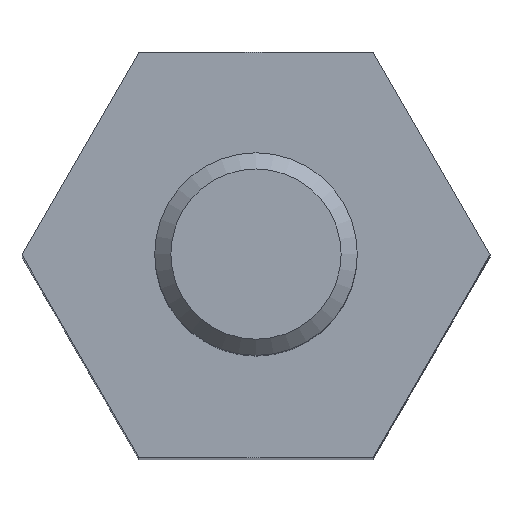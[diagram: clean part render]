
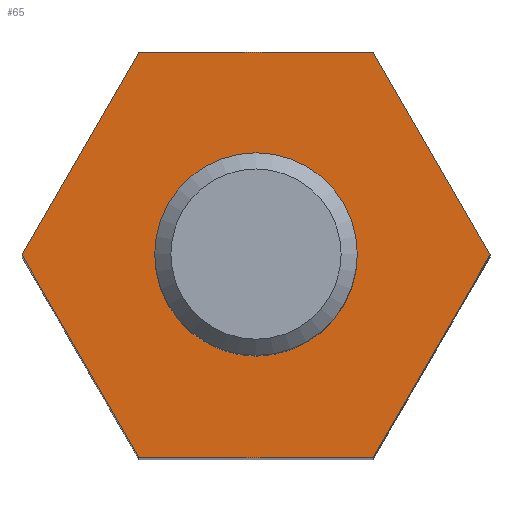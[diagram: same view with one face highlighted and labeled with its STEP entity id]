
A CAD part, top view. The second image highlights one B-rep face of the part: STEP entity #65.
In plain terms, the highlighted planar face has unit normal (0, 0, 1).
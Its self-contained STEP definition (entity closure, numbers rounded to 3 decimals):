
#65 = ADVANCED_FACE( '', ( #143, #144 ), #145, .T. );
#143 = FACE_BOUND( '', #237, .T. );
#144 = FACE_OUTER_BOUND( '', #238, .T. );
#145 = PLANE( '', #239 );
#237 = EDGE_LOOP( '', ( #351 ) );
#238 = EDGE_LOOP( '', ( #352, #353, #354, #355, #356, #357 ) );
#239 = AXIS2_PLACEMENT_3D( '', #358, #359, #360 );
#351 = ORIENTED_EDGE( '', *, *, #507, .T. );
#352 = ORIENTED_EDGE( '', *, *, #508, .T. );
#353 = ORIENTED_EDGE( '', *, *, #509, .T. );
#354 = ORIENTED_EDGE( '', *, *, #510, .T. );
#355 = ORIENTED_EDGE( '', *, *, #511, .T. );
#356 = ORIENTED_EDGE( '', *, *, #503, .T. );
#357 = ORIENTED_EDGE( '', *, *, #512, .T. );
#358 = CARTESIAN_POINT( '', ( 0., 0., 15. ) );
#359 = DIRECTION( '', ( 0., 0., 1. ) );
#360 = DIRECTION( '', ( 1., 0., 0. ) );
#503 = EDGE_CURVE( '', #581, #579, #582, .T. );
#507 = EDGE_CURVE( '', #587, #587, #588, .F. );
#508 = EDGE_CURVE( '', #589, #590, #591, .T. );
#509 = EDGE_CURVE( '', #590, #592, #593, .T. );
#510 = EDGE_CURVE( '', #592, #594, #595, .T. );
#511 = EDGE_CURVE( '', #594, #581, #596, .T. );
#512 = EDGE_CURVE( '', #579, #589, #597, .T. );
#579 = VERTEX_POINT( '', #710 );
#581 = VERTEX_POINT( '', #713 );
#582 = LINE( '', #714, #715 );
#587 = VERTEX_POINT( '', #726 );
#588 = CIRCLE( '', #727, 1.104 );
#589 = VERTEX_POINT( '', #728 );
#590 = VERTEX_POINT( '', #729 );
#591 = LINE( '', #730, #731 );
#592 = VERTEX_POINT( '', #732 );
#593 = LINE( '', #733, #734 );
#594 = VERTEX_POINT( '', #735 );
#595 = LINE( '', #736, #737 );
#596 = LINE( '', #738, #739 );
#597 = LINE( '', #740, #741 );
#710 = CARTESIAN_POINT( '', ( 2.887, 0., 15. ) );
#713 = CARTESIAN_POINT( '', ( 1.443, -2.5, 15. ) );
#714 = CARTESIAN_POINT( '', ( 1.443, -2.5, 15. ) );
#715 = VECTOR( '', #843, 1000. );
#726 = CARTESIAN_POINT( '', ( 1.104, 0., 15. ) );
#727 = AXIS2_PLACEMENT_3D( '', #845, #846, #847 );
#728 = CARTESIAN_POINT( '', ( 1.443, 2.5, 15. ) );
#729 = CARTESIAN_POINT( '', ( -1.443, 2.5, 15. ) );
#730 = CARTESIAN_POINT( '', ( 1.443, 2.5, 15. ) );
#731 = VECTOR( '', #848, 1000. );
#732 = CARTESIAN_POINT( '', ( -2.887, 0., 15. ) );
#733 = CARTESIAN_POINT( '', ( -1.443, 2.5, 15. ) );
#734 = VECTOR( '', #849, 1000. );
#735 = CARTESIAN_POINT( '', ( -1.443, -2.5, 15. ) );
#736 = CARTESIAN_POINT( '', ( -2.887, 0., 15. ) );
#737 = VECTOR( '', #850, 1000. );
#738 = CARTESIAN_POINT( '', ( -1.443, -2.5, 15. ) );
#739 = VECTOR( '', #851, 1000. );
#740 = CARTESIAN_POINT( '', ( 2.887, 0., 15. ) );
#741 = VECTOR( '', #852, 1000. );
#843 = DIRECTION( '', ( 0.5, 0.866, 0. ) );
#845 = CARTESIAN_POINT( '', ( 0., 0., 15. ) );
#846 = DIRECTION( '', ( 0., 0., 1. ) );
#847 = DIRECTION( '', ( 1., 0., 0. ) );
#848 = DIRECTION( '', ( -1., 0., 0. ) );
#849 = DIRECTION( '', ( -0.5, -0.866, 0. ) );
#850 = DIRECTION( '', ( 0.5, -0.866, 0. ) );
#851 = DIRECTION( '', ( 1., 0., 0. ) );
#852 = DIRECTION( '', ( -0.5, 0.866, 0. ) );
